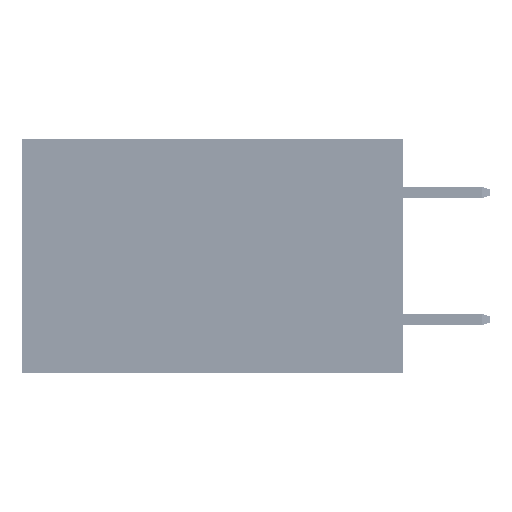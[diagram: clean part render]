
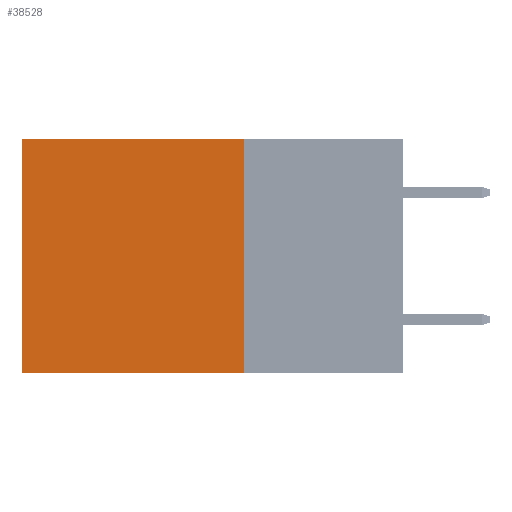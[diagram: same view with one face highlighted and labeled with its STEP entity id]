
A CAD part, left-side view. The second image highlights one B-rep face of the part: STEP entity #38528.
In plain terms, the highlighted planar face has unit normal (-1, 0, 0).
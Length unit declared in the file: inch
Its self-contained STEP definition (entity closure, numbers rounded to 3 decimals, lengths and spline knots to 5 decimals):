
#1082 = VERTEX_POINT ( 'NONE', #50364 ) ;
#1877 = EDGE_LOOP ( 'NONE', ( #3822, #8808, #45789, #35198 ) ) ;
#3822 = ORIENTED_EDGE ( 'NONE', *, *, #24974, .T. ) ;
#4303 = EDGE_CURVE ( 'NONE', #28791, #49241, #10108, .T. ) ;
#6127 = CARTESIAN_POINT ( 'NONE',  ( 0.2875, 0.25, 0. ) ) ;
#8723 = LINE ( 'NONE', #24318, #13546 ) ;
#8808 = ORIENTED_EDGE ( 'NONE', *, *, #14523, .F. ) ;
#9502 = VERTEX_POINT ( 'NONE', #14174 ) ;
#10108 = LINE ( 'NONE', #49051, #38556 ) ;
#10762 = DIRECTION ( 'NONE',  ( 0., 1., 0. ) ) ;
#13368 = VECTOR ( 'NONE', #33773, 39.37008 ) ;
#13546 = VECTOR ( 'NONE', #20915, 39.37008 ) ;
#14174 = CARTESIAN_POINT ( 'NONE',  ( 0.2875, 0.6, 0. ) ) ;
#14523 = EDGE_CURVE ( 'NONE', #49241, #1082, #46865, .T. ) ;
#17758 = VECTOR ( 'NONE', #10762, 39.37008 ) ;
#20915 = DIRECTION ( 'NONE',  ( 0., 1., 0. ) ) ;
#24318 = CARTESIAN_POINT ( 'NONE',  ( 0.2875, 0.25, 0. ) ) ;
#24974 = EDGE_CURVE ( 'NONE', #9502, #1082, #29373, .T. ) ;
#28791 = VERTEX_POINT ( 'NONE', #31579 ) ;
#29226 = FACE_OUTER_BOUND ( 'NONE', #1877, .T. ) ;
#29373 = LINE ( 'NONE', #49331, #13368 ) ;
#31579 = CARTESIAN_POINT ( 'NONE',  ( 0.2875, 0.25, 0. ) ) ;
#33773 = DIRECTION ( 'NONE',  ( 0., 0., -1. ) ) ;
#35198 = ORIENTED_EDGE ( 'NONE', *, *, #48552, .T. ) ;
#37276 = DIRECTION ( 'NONE',  ( 1., 0., 0. ) ) ;
#38528 = ADVANCED_FACE ( 'NONE', ( #29226 ), #45314, .F. ) ;
#38556 = VECTOR ( 'NONE', #41811, 39.37008 ) ;
#41811 = DIRECTION ( 'NONE',  ( 0., 0., -1. ) ) ;
#45314 = PLANE ( 'NONE',  #49464 ) ;
#45789 = ORIENTED_EDGE ( 'NONE', *, *, #4303, .F. ) ;
#46266 = CARTESIAN_POINT ( 'NONE',  ( 0.2875, 0.25, -0.37 ) ) ;
#46335 = CARTESIAN_POINT ( 'NONE',  ( 0.2875, 0.25, -0.37 ) ) ;
#46865 = LINE ( 'NONE', #46335, #17758 ) ;
#48552 = EDGE_CURVE ( 'NONE', #28791, #9502, #8723, .T. ) ;
#49051 = CARTESIAN_POINT ( 'NONE',  ( 0.2875, 0.25, 0. ) ) ;
#49199 = DIRECTION ( 'NONE',  ( 0., 0., -1. ) ) ;
#49241 = VERTEX_POINT ( 'NONE', #46266 ) ;
#49331 = CARTESIAN_POINT ( 'NONE',  ( 0.2875, 0.6, 0. ) ) ;
#49464 = AXIS2_PLACEMENT_3D ( 'NONE', #6127, #37276, #49199 ) ;
#50364 = CARTESIAN_POINT ( 'NONE',  ( 0.2875, 0.6, -0.37 ) ) ;
